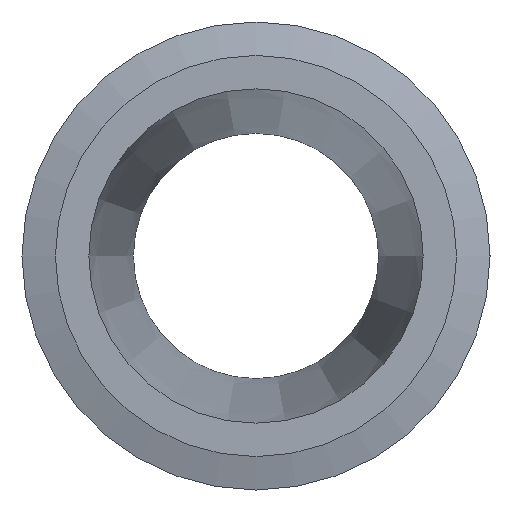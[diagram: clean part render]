
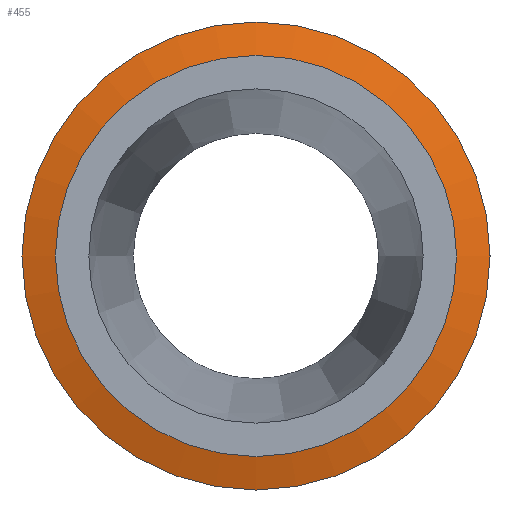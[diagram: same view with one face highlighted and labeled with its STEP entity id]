
A CAD part, left-side view. The second image highlights one B-rep face of the part: STEP entity #455.
In plain terms, the highlighted conical face has half-angle 75 degrees and reference radius 29.25 mm.
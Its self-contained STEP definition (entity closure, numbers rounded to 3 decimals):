
#50=FACE_OUTER_BOUND('',#73,.T.);
#73=EDGE_LOOP('',(#389,#390,#391,#392,#393,#394));
#90=LINE('',#849,#104);
#104=VECTOR('',#708,29.25);
#147=CIRCLE('',#537,31.5);
#148=CIRCLE('',#538,31.5);
#155=CIRCLE('',#548,27.);
#156=CIRCLE('',#549,27.);
#196=VERTEX_POINT('',#828);
#197=VERTEX_POINT('',#830);
#203=VERTEX_POINT('',#848);
#204=VERTEX_POINT('',#850);
#259=EDGE_CURVE('',#196,#197,#147,.T.);
#260=EDGE_CURVE('',#197,#196,#148,.T.);
#268=EDGE_CURVE('',#197,#203,#90,.T.);
#269=EDGE_CURVE('',#204,#203,#155,.T.);
#270=EDGE_CURVE('',#203,#204,#156,.T.);
#389=ORIENTED_EDGE('',*,*,#259,.F.);
#390=ORIENTED_EDGE('',*,*,#260,.F.);
#391=ORIENTED_EDGE('',*,*,#268,.T.);
#392=ORIENTED_EDGE('',*,*,#269,.F.);
#393=ORIENTED_EDGE('',*,*,#270,.F.);
#394=ORIENTED_EDGE('',*,*,#268,.F.);
#412=CONICAL_SURFACE('',#547,29.25,1.309);
#455=ADVANCED_FACE('',(#50),#412,.T.);
#537=AXIS2_PLACEMENT_3D('',#831,#685,#686);
#538=AXIS2_PLACEMENT_3D('',#832,#687,#688);
#547=AXIS2_PLACEMENT_3D('',#847,#706,#707);
#548=AXIS2_PLACEMENT_3D('',#851,#709,#710);
#549=AXIS2_PLACEMENT_3D('',#852,#711,#712);
#685=DIRECTION('center_axis',(1.,0.,0.));
#686=DIRECTION('ref_axis',(0.,-1.,0.));
#687=DIRECTION('center_axis',(1.,0.,0.));
#688=DIRECTION('ref_axis',(0.,-1.,0.));
#706=DIRECTION('center_axis',(1.,0.,0.));
#707=DIRECTION('ref_axis',(0.,1.,0.));
#708=DIRECTION('',(-0.259,0.966,0.));
#709=DIRECTION('center_axis',(-1.,0.,0.));
#710=DIRECTION('ref_axis',(0.,1.,0.));
#711=DIRECTION('center_axis',(-1.,0.,0.));
#712=DIRECTION('ref_axis',(0.,1.,0.));
#828=CARTESIAN_POINT('',(1.206,31.5,0.));
#830=CARTESIAN_POINT('',(1.206,-31.5,0.));
#831=CARTESIAN_POINT('Origin',(1.206,0.,0.));
#832=CARTESIAN_POINT('Origin',(1.206,0.,0.));
#847=CARTESIAN_POINT('Origin',(0.603,0.,0.));
#848=CARTESIAN_POINT('',(0.,-27.,0.));
#849=CARTESIAN_POINT('',(0.603,-29.25,0.));
#850=CARTESIAN_POINT('',(0.,27.,0.));
#851=CARTESIAN_POINT('Origin',(0.,0.,0.));
#852=CARTESIAN_POINT('Origin',(0.,0.,0.));
